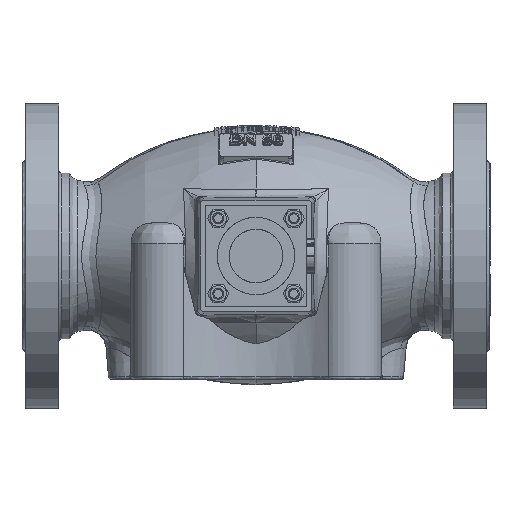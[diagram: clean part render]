
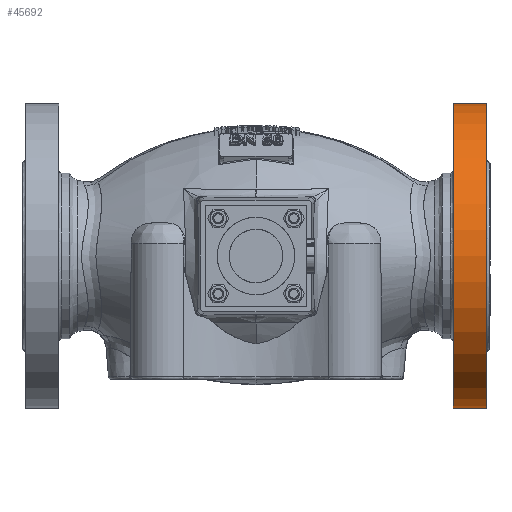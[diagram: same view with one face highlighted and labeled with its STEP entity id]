
A CAD part, front view. The second image highlights one B-rep face of the part: STEP entity #45692.
In plain terms, the highlighted cylindrical face has radius 82.5 mm (diameter 165 mm), a partial arc.
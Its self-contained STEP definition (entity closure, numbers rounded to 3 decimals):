
#383 = DIRECTION ( 'NONE',  ( 0., 0., -1. ) ) ;
#4762 = CARTESIAN_POINT ( 'NONE',  ( 101.5, 0., 82.5 ) ) ;
#5348 = VERTEX_POINT ( 'NONE', #13939 ) ;
#5852 = CARTESIAN_POINT ( 'NONE',  ( 125., 0., 0. ) ) ;
#9603 = FACE_OUTER_BOUND ( 'NONE', #75909, .T. ) ;
#13939 = CARTESIAN_POINT ( 'NONE',  ( 125., 0., 82.5 ) ) ;
#14355 = DIRECTION ( 'NONE',  ( -1., 0., 0. ) ) ;
#14564 = VERTEX_POINT ( 'NONE', #115926 ) ;
#15470 = DIRECTION ( 'NONE',  ( 0., 0., -1. ) ) ;
#16030 = VECTOR ( 'NONE', #98276, 1000. ) ;
#17234 = AXIS2_PLACEMENT_3D ( 'NONE', #53004, #119676, #62620 ) ;
#18377 = AXIS2_PLACEMENT_3D ( 'NONE', #5852, #72805, #15470 ) ;
#18409 = EDGE_CURVE ( 'NONE', #83822, #44746, #63443, .T. ) ;
#21503 = CIRCLE ( 'NONE', #18377, 82.5 ) ;
#21837 = CARTESIAN_POINT ( 'NONE',  ( 101.5, 0., -82.5 ) ) ;
#25807 = ORIENTED_EDGE ( 'NONE', *, *, #101984, .T. ) ;
#37937 = LINE ( 'NONE', #4762, #60396 ) ;
#44746 = VERTEX_POINT ( 'NONE', #78362 ) ;
#45692 = ADVANCED_FACE ( 'NONE', ( #9603 ), #85920, .T. ) ;
#46639 = ORIENTED_EDGE ( 'NONE', *, *, #109419, .T. ) ;
#48046 = CARTESIAN_POINT ( 'NONE',  ( 101.5, 0., 0. ) ) ;
#53004 = CARTESIAN_POINT ( 'NONE',  ( 107., 0., 0. ) ) ;
#53024 = AXIS2_PLACEMENT_3D ( 'NONE', #48046, #67303, #383 ) ;
#60396 = VECTOR ( 'NONE', #14355, 1000. ) ;
#61517 = ORIENTED_EDGE ( 'NONE', *, *, #69455, .T. ) ;
#62620 = DIRECTION ( 'NONE',  ( 0., 0., -1. ) ) ;
#63443 = CIRCLE ( 'NONE', #17234, 82.5 ) ;
#64854 = CARTESIAN_POINT ( 'NONE',  ( 107., 0., 82.5 ) ) ;
#66952 = LINE ( 'NONE', #21837, #16030 ) ;
#67303 = DIRECTION ( 'NONE',  ( 1., 0., 0. ) ) ;
#69455 = EDGE_CURVE ( 'NONE', #14564, #5348, #21503, .T. ) ;
#72805 = DIRECTION ( 'NONE',  ( -1., 0., 0. ) ) ;
#75909 = EDGE_LOOP ( 'NONE', ( #25807, #61517, #46639, #115396 ) ) ;
#78362 = CARTESIAN_POINT ( 'NONE',  ( 107., 0., -82.5 ) ) ;
#83822 = VERTEX_POINT ( 'NONE', #64854 ) ;
#85920 = CYLINDRICAL_SURFACE ( 'NONE', #53024, 82.5 ) ;
#98276 = DIRECTION ( 'NONE',  ( 1., 0., 0. ) ) ;
#101984 = EDGE_CURVE ( 'NONE', #44746, #14564, #66952, .T. ) ;
#109419 = EDGE_CURVE ( 'NONE', #5348, #83822, #37937, .T. ) ;
#115396 = ORIENTED_EDGE ( 'NONE', *, *, #18409, .T. ) ;
#115926 = CARTESIAN_POINT ( 'NONE',  ( 125., 0., -82.5 ) ) ;
#119676 = DIRECTION ( 'NONE',  ( 1., 0., 0. ) ) ;
